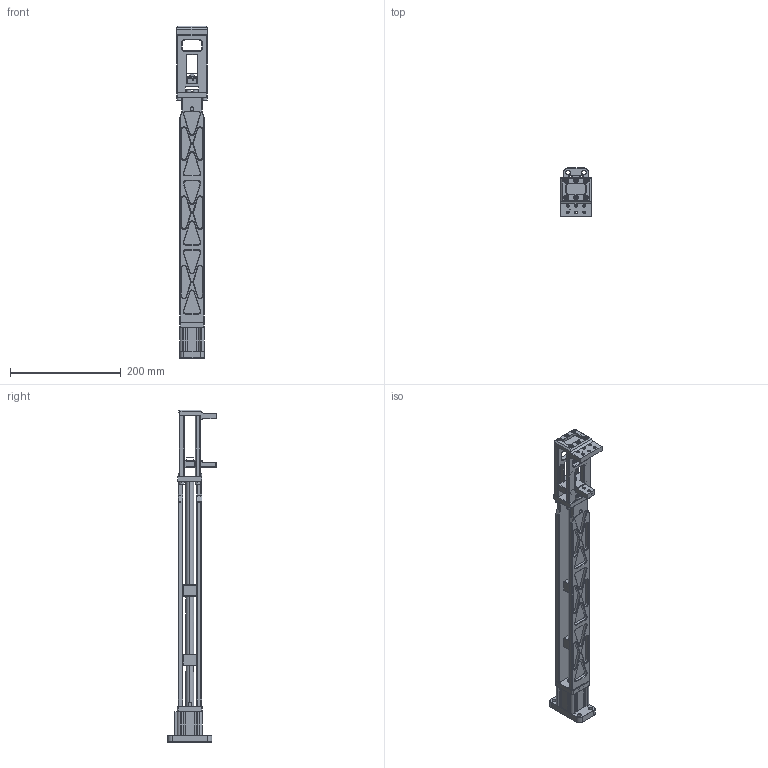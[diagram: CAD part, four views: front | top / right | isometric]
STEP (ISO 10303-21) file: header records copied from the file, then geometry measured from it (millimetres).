
FILE_DESCRIPTION (( 'STEP AP203' ), '1' );
FILE_NAME ('FY13-D32-E.STEP', '2023-10-04T02:04:12', ( 'User' ), ( 'Microsoft' ), 'SwSTEP 2.0', 'SolidWorks 2015', '' );
FILE_SCHEMA (( 'CONFIG_CONTROL_DESIGN' ));
Length unit declared in the file: millimetre
Products named in the file (1): FY13-D32-E
Bounding box: 55 x 88 x 600 mm (x, y, z)
Surface area: 206345.9 mm2 (no closed solid volume)
Topology: 0 solids, 46 shells, 1208 faces, 3917 edges, 2726 vertices
Faces by surface type: plane 623, cone 281, cylinder 268, torus 36
Entity records: 47582 total; most frequent: CARTESIAN_POINT 13505, DIRECTION 7018, ORIENTED_EDGE 6441, EDGE_CURVE 3903, VERTEX_POINT 2726, LINE 2366, VECTOR 2366, AXIS2_PLACEMENT_3D 2326
